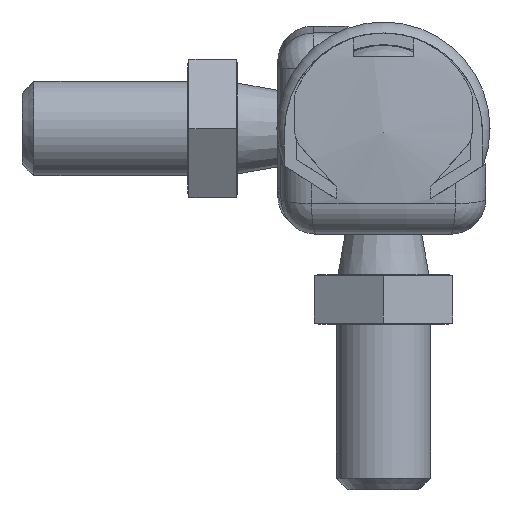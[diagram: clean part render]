
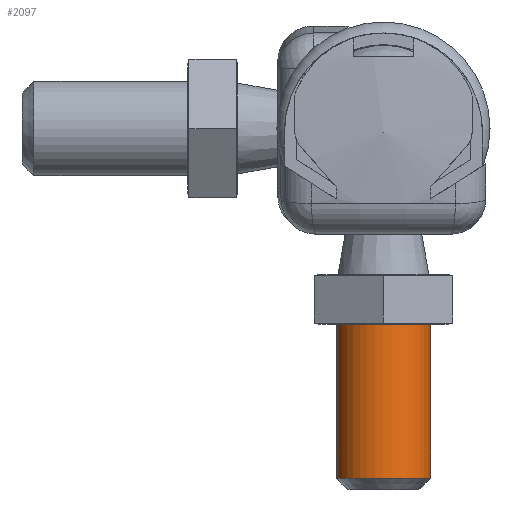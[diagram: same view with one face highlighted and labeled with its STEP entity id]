
A CAD part, left-side view. The second image highlights one B-rep face of the part: STEP entity #2097.
In plain terms, the highlighted cylindrical face has radius 4 mm (diameter 8 mm), a full revolution.
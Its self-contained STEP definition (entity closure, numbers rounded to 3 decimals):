
#490=CYLINDRICAL_SURFACE('',#2333,4.);
#517=FACE_BOUND('',#784,.T.);
#634=FACE_OUTER_BOUND('',#783,.T.);
#783=EDGE_LOOP('',(#1932));
#784=EDGE_LOOP('',(#1933));
#913=CIRCLE('',#2331,4.);
#915=CIRCLE('',#2334,4.);
#1106=VERTEX_POINT('',#4163);
#1108=VERTEX_POINT('',#4168);
#1389=EDGE_CURVE('',#1106,#1106,#913,.T.);
#1391=EDGE_CURVE('',#1108,#1108,#915,.T.);
#1932=ORIENTED_EDGE('',*,*,#1391,.F.);
#1933=ORIENTED_EDGE('',*,*,#1389,.F.);
#2097=ADVANCED_FACE('',(#634,#517),#490,.T.);
#2331=AXIS2_PLACEMENT_3D('',#4164,#2933,#2934);
#2333=AXIS2_PLACEMENT_3D('',#4167,#2937,#2938);
#2334=AXIS2_PLACEMENT_3D('',#4169,#2939,#2940);
#2933=DIRECTION('center_axis',(0.,-1.,0.));
#2934=DIRECTION('ref_axis',(-1.,0.,0.));
#2937=DIRECTION('center_axis',(0.,-1.,0.));
#2938=DIRECTION('ref_axis',(-1.,0.,0.));
#2939=DIRECTION('center_axis',(0.,1.,0.));
#2940=DIRECTION('ref_axis',(-1.,0.,0.));
#4163=CARTESIAN_POINT('',(4.,-30.1,0.));
#4164=CARTESIAN_POINT('Origin',(0.,-30.1,0.));
#4167=CARTESIAN_POINT('Origin',(0.,-17.1,0.));
#4168=CARTESIAN_POINT('',(4.,-17.1,0.));
#4169=CARTESIAN_POINT('Origin',(0.,-17.1,0.));
